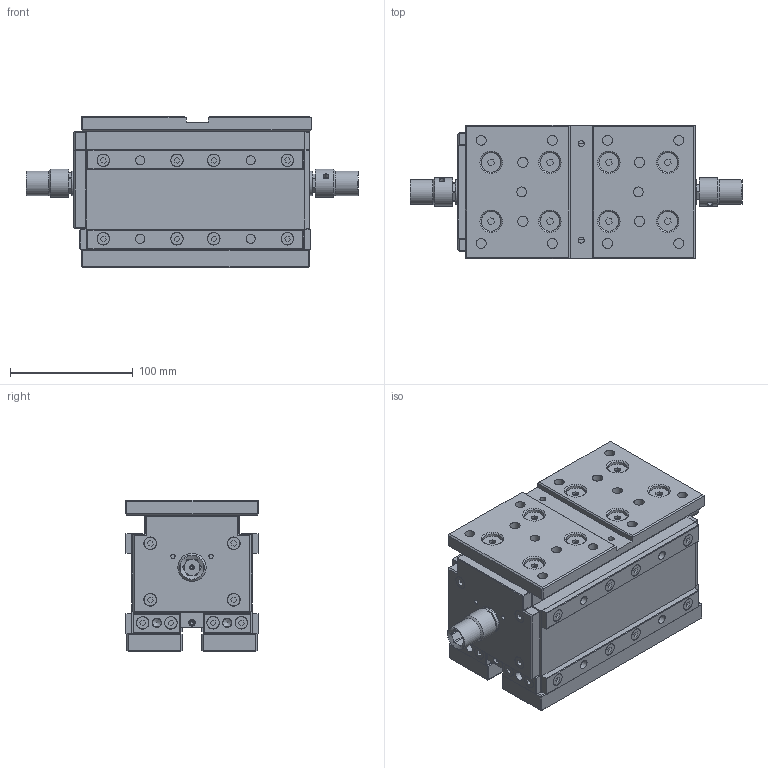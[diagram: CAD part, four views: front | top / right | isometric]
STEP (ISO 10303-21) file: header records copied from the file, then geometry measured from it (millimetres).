
FILE_DESCRIPTION( ( 'Unknown' ), '1' );
FILE_NAME( 'ECB-120.stp', 'Unknown', ( 'Unknown' ), ( 'Unknown' ), 'PSStep 14.0', 'Unknown', ' ' );
FILE_SCHEMA( ( 'AUTOMOTIVE_DESIGN { 1 0 10303 214 1 1 1 1 }' ) );
Length unit declared in the file: millimetre
Products named in the file (66): Assem1; ECB-16011A ; ; ECB-16024-倒磁軟爪-oa0; ; ECB-16012-軸心套筒-oa1; ECB-16020-1 前後基準面板左板_mir; ECB-16020-1 前後基準面板左板_mir-oa2; ECB-16020-1 前後基準面板左板_mir-oa3; ECB-16020-1 前後基準面板左板_mir-oa4; ECB-16020-3 前後基準面板(中板); ECB-16020-3 前後基準面板(中板)-oa5; ; M5X0.8X10 ; M5X0.8X10 螺絲-oa6; M5X0.8X10 螺絲-oa7; M5X0.8X10 螺絲-oa8; M5X0.8X10 螺絲-oa9; M5X0.8X10 螺絲-oa10; M5X0.8X10 螺絲-oa11; M5X0.8X10 螺絲-oa12; M5X0.8X10 螺絲-oa13; M5X0.8X10 螺絲-oa14; M5X0.8X10 螺絲-oa15; M5X0.8X10 螺絲-oa16; M5X0.8X10 螺絲-oa17; M5X0.8X10 螺絲-oa18; M5X0.8X10 螺絲-oa19; M5X0.8X10 螺絲-oa20; M5X0.8X10 螺絲-oa21; M5X0.8X10 螺絲-oa22; M5X0.8X10 螺絲-oa23; M5X0.8X10 螺絲-oa24; M5X0.8X10 螺絲-oa25; M5X0.8X10 螺絲-oa26; M5X0.8X10 螺絲-oa27; M5X0.8X10 螺絲-oa28; M5X0.8X10 螺絲-oa29; M5X0.8X10 螺絲-oa30; M5X0.8X10 螺絲-oa31 ...
Assembly tree (66 placements, depth 2):
  Assem1
    ECB-16011A 
  
    ECB-16024-倒磁軟爪-oa0
  
    ECB-16012-軸心套筒-oa1
    ECB-16020-1 前後基準面板左板_mir
    ECB-16020-1 前後基準面板左板_mir-oa2
    ECB-16020-1 前後基準面板左板_mir-oa3
    ECB-16020-1 前後基準面板左板_mir-oa4
    ECB-16020-3 前後基準面板(中板)
    ECB-16020-3 前後基準面板(中板)-oa5
  
    M5X0.8X10 
    M5X0.8X10 螺絲-oa6
    M5X0.8X10 螺絲-oa7
    M5X0.8X10 螺絲-oa8
    M5X0.8X10 螺絲-oa9
    M5X0.8X10 螺絲-oa10
    M5X0.8X10 螺絲-oa11
    M5X0.8X10 螺絲-oa12
    M5X0.8X10 螺絲-oa13
    M5X0.8X10 螺絲-oa14
    M5X0.8X10 螺絲-oa15
    M5X0.8X10 螺絲-oa16
    M5X0.8X10 螺絲-oa17
    M5X0.8X10 螺絲-oa18
    M5X0.8X10 螺絲-oa19
    M5X0.8X10 螺絲-oa20
    M5X0.8X10 螺絲-oa21
    M5X0.8X10 螺絲-oa22
    M5X0.8X10 螺絲-oa23
    M5X0.8X10 螺絲-oa24
    M5X0.8X10 螺絲-oa25
    M5X0.8X10 螺絲-oa26
    M5X0.8X10 螺絲-oa27
    M5X0.8X10 螺絲-oa28
    M5X0.8X10 螺絲-oa29
    M5X0.8X10 螺絲-oa30
    M5X0.8X10 螺絲-oa31
    M5X0.8X10 螺絲-oa32
    M5X0.8X10 螺絲-oa33
    M5X0.8X10 螺絲-oa34
    M5X0.8X10 螺絲-oa35
    M5X0.8X10 螺絲-oa36
    M8X1.25X13 
    M8X1.25X13 螺絲-oa37
    M8X1.25X13 螺絲-oa38
    M8X1.25X13 螺絲-oa39
    M8X1.25X13 螺絲-oa40
    M8X1.25X13 螺絲-oa41
    M8X1.25X13 螺絲-oa42
    M8X1.25X13 螺絲-oa43
    M8X1.25X13 螺絲-oa44
    M8X1.25X13 螺絲-oa45
    M8X1.25X13 螺絲-oa46
    M8X1.25X13 螺絲-oa47
    x2
  
  
Bounding box: 270.5 x 108.6 x 123.6 mm (x, y, z)
Volume: 1875277.6 mm3; surface area: 362323.3 mm2
Topology: 66 solids, 66 shells, 1367 faces, 3118 edges, 1998 vertices
Faces by surface type: plane 823, cylinder 335, cone 204, torus 5
Full cylindrical faces by diameter (mm): 2 x2, 3.25 x2, 3.459 x3, 4 x2, 4.1 x2, 4.2 x16, 4.459 x18, 4.917 x2, 5 x48, 5.1 x36, 5.459 x16, 6 x1, 6.8 x2, 7 x4, 7.459 x28, 8 x22, 8.2 x14, 8.376 x4, 8.5 x8, 10.2 x28, 10.5 x4, 16 x1, 16.1 x1, 16.2 x14, 19.233 x2, 19.95 x2, 20 x6, 22 x2, 22.5 x2, 23 x2
Entity records: 45631 total; most frequent: CARTESIAN_POINT 6265, DIRECTION 5832, ORIENTED_EDGE 4662, EDGE_CURVE 2331, AXIS2_PLACEMENT_3D 2143, EDGE_LOOP 2100, VERTEX_POINT 1787, FACE_OUTER_BOUND 1634
